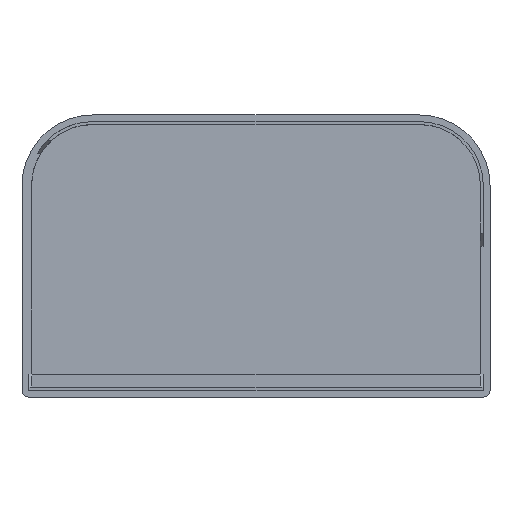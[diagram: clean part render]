
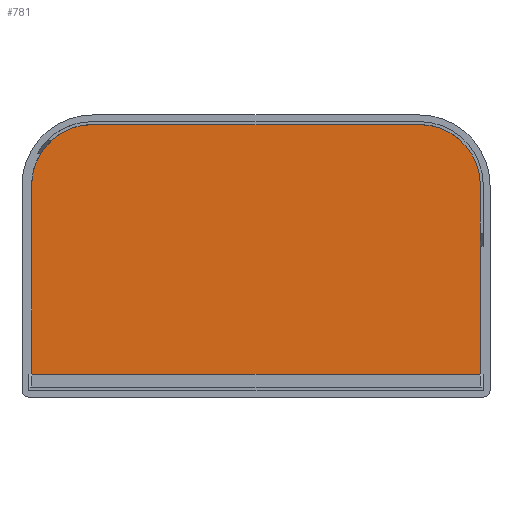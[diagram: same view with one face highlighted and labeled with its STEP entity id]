
A CAD part, top view. The second image highlights one B-rep face of the part: STEP entity #781.
In plain terms, the highlighted planar face has unit normal (0, 0, 1).
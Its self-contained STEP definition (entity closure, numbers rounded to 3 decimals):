
#25=CIRCLE('',#849,19.);
#26=CIRCLE('',#850,19.);
#59=FACE_OUTER_BOUND('',#105,.T.);
#105=EDGE_LOOP('',(#571,#572,#573,#574,#575,#576));
#177=LINE('',#1218,#269);
#180=LINE('',#1224,#272);
#182=LINE('',#1228,#274);
#183=LINE('',#1232,#275);
#269=VECTOR('',#971,10.);
#272=VECTOR('',#976,10.);
#274=VECTOR('',#980,10.);
#275=VECTOR('',#983,10.);
#362=VERTEX_POINT('',#1215);
#363=VERTEX_POINT('',#1217);
#365=VERTEX_POINT('',#1223);
#366=VERTEX_POINT('',#1227);
#367=VERTEX_POINT('',#1229);
#368=VERTEX_POINT('',#1231);
#440=EDGE_CURVE('',#362,#363,#177,.T.);
#443=EDGE_CURVE('',#365,#363,#180,.T.);
#445=EDGE_CURVE('',#362,#366,#182,.T.);
#446=EDGE_CURVE('',#366,#367,#25,.T.);
#447=EDGE_CURVE('',#367,#368,#183,.T.);
#448=EDGE_CURVE('',#368,#365,#26,.T.);
#571=ORIENTED_EDGE('',*,*,#443,.T.);
#572=ORIENTED_EDGE('',*,*,#440,.F.);
#573=ORIENTED_EDGE('',*,*,#445,.T.);
#574=ORIENTED_EDGE('',*,*,#446,.T.);
#575=ORIENTED_EDGE('',*,*,#447,.T.);
#576=ORIENTED_EDGE('',*,*,#448,.T.);
#746=PLANE('',#848);
#781=ADVANCED_FACE('',(#59),#746,.T.);
#848=AXIS2_PLACEMENT_3D('',#1226,#978,#979);
#849=AXIS2_PLACEMENT_3D('',#1230,#981,#982);
#850=AXIS2_PLACEMENT_3D('',#1233,#984,#985);
#971=DIRECTION('',(-1.,0.,0.));
#976=DIRECTION('',(0.,-1.,0.));
#978=DIRECTION('center_axis',(0.,0.,1.));
#979=DIRECTION('ref_axis',(1.,0.,0.));
#980=DIRECTION('',(0.,1.,0.));
#981=DIRECTION('center_axis',(0.,0.,1.));
#982=DIRECTION('ref_axis',(1.,0.,0.));
#983=DIRECTION('',(-1.,0.,0.));
#984=DIRECTION('center_axis',(0.,0.,1.));
#985=DIRECTION('ref_axis',(0.,1.,0.));
#1215=CARTESIAN_POINT('',(271.,5.1,-58.));
#1217=CARTESIAN_POINT('',(131.,5.1,-58.));
#1218=CARTESIAN_POINT('',(281.,5.1,-58.));
#1223=CARTESIAN_POINT('',(131.,64.,-58.));
#1224=CARTESIAN_POINT('',(131.,64.,-58.));
#1226=CARTESIAN_POINT('Origin',(201.,44.05,-58.));
#1227=CARTESIAN_POINT('',(271.,64.,-58.));
#1228=CARTESIAN_POINT('',(271.,1.,-58.));
#1229=CARTESIAN_POINT('',(252.,83.,-58.));
#1230=CARTESIAN_POINT('Origin',(252.,64.,-58.));
#1231=CARTESIAN_POINT('',(150.,83.,-58.));
#1232=CARTESIAN_POINT('',(252.,83.,-58.));
#1233=CARTESIAN_POINT('Origin',(150.,64.,-58.));
